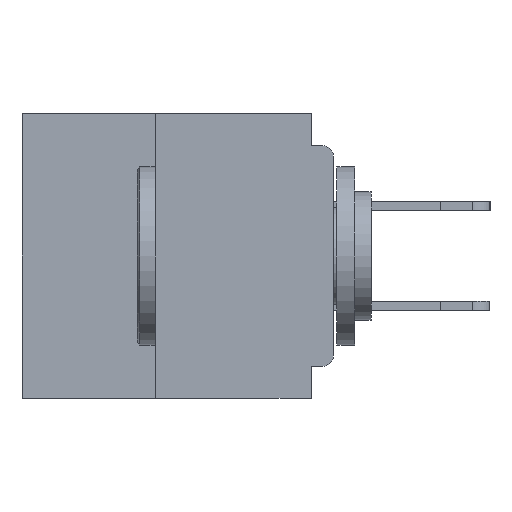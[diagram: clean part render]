
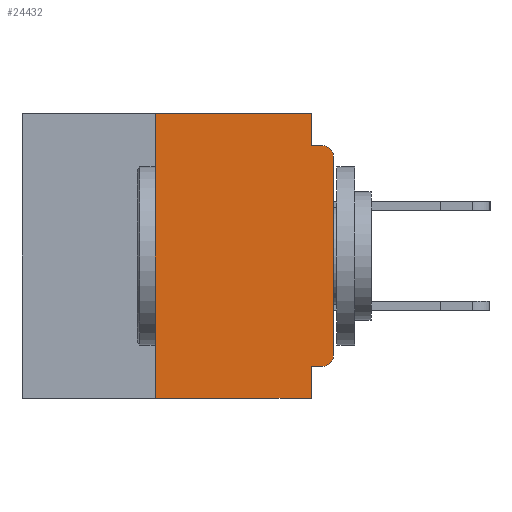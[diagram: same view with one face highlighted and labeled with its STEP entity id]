
A CAD part, left-side view. The second image highlights one B-rep face of the part: STEP entity #24432.
In plain terms, the highlighted planar face has unit normal (-1, 0, 0).
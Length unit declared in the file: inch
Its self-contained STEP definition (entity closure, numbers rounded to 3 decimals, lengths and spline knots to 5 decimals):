
#39 = AXIS2_PLACEMENT_3D ( 'NONE', #23732, #11906, #32885 ) ;
#217 = EDGE_CURVE ( 'NONE', #37711, #11703, #3447, .T. ) ;
#391 = DIRECTION ( 'NONE',  ( 0., 0., -1. ) ) ;
#476 = ORIENTED_EDGE ( 'NONE', *, *, #14482, .F. ) ;
#957 = DIRECTION ( 'NONE',  ( 0., -1., 0. ) ) ;
#1324 = CARTESIAN_POINT ( 'NONE',  ( 0., 0.015, -0.045 ) ) ;
#1507 = EDGE_CURVE ( 'NONE', #10587, #7753, #22808, .T. ) ;
#2643 = DIRECTION ( 'NONE',  ( 0., -1., 0. ) ) ;
#2850 = ORIENTED_EDGE ( 'NONE', *, *, #23200, .F. ) ;
#2965 = VERTEX_POINT ( 'NONE', #9916 ) ;
#3072 = ORIENTED_EDGE ( 'NONE', *, *, #23277, .F. ) ;
#3447 = LINE ( 'NONE', #18240, #18601 ) ;
#3935 = LINE ( 'NONE', #24847, #34981 ) ;
#3942 = LINE ( 'NONE', #11853, #19990 ) ;
#4965 = VECTOR ( 'NONE', #957, 39.37008 ) ;
#5299 = CARTESIAN_POINT ( 'NONE',  ( 0., 0., -0.045 ) ) ;
#6480 = EDGE_CURVE ( 'NONE', #24781, #10587, #3935, .T. ) ;
#6890 = DIRECTION ( 'NONE',  ( 0., 1., 0. ) ) ;
#6906 = LINE ( 'NONE', #27970, #22002 ) ;
#6990 = ORIENTED_EDGE ( 'NONE', *, *, #217, .F. ) ;
#7753 = VERTEX_POINT ( 'NONE', #1324 ) ;
#8385 = DIRECTION ( 'NONE',  ( 0., -1., 0. ) ) ;
#9589 = FACE_OUTER_BOUND ( 'NONE', #20497, .T. ) ;
#9775 = DIRECTION ( 'NONE',  ( 0., 0., -1. ) ) ;
#9916 = CARTESIAN_POINT ( 'NONE',  ( 0., 0.015, -0.355 ) ) ;
#10177 = VERTEX_POINT ( 'NONE', #24986 ) ;
#10587 = VERTEX_POINT ( 'NONE', #38710 ) ;
#10783 = AXIS2_PLACEMENT_3D ( 'NONE', #36459, #18560, #391 ) ;
#10859 = CARTESIAN_POINT ( 'NONE',  ( 0., 0.031, -0.045 ) ) ;
#11703 = VERTEX_POINT ( 'NONE', #38628 ) ;
#11853 = CARTESIAN_POINT ( 'NONE',  ( 0., 0.031, 0. ) ) ;
#11906 = DIRECTION ( 'NONE',  ( 1., 0., 0. ) ) ;
#12642 = AXIS2_PLACEMENT_3D ( 'NONE', #34386, #17826, #34382 ) ;
#13365 = ORIENTED_EDGE ( 'NONE', *, *, #6480, .T. ) ;
#14067 = LINE ( 'NONE', #22135, #4965 ) ;
#14482 = EDGE_CURVE ( 'NONE', #11703, #22377, #14067, .T. ) ;
#14488 = LINE ( 'NONE', #29855, #35487 ) ;
#14851 = VECTOR ( 'NONE', #9775, 39.37008 ) ;
#14916 = LINE ( 'NONE', #5299, #29922 ) ;
#15228 = ORIENTED_EDGE ( 'NONE', *, *, #29983, .F. ) ;
#15838 = ORIENTED_EDGE ( 'NONE', *, *, #30688, .T. ) ;
#16413 = CARTESIAN_POINT ( 'NONE',  ( 0., 0.031, 0. ) ) ;
#16723 = LINE ( 'NONE', #21840, #14851 ) ;
#17826 = DIRECTION ( 'NONE',  ( -1., 0., 0. ) ) ;
#17868 = CARTESIAN_POINT ( 'NONE',  ( 0., 0., -0.34 ) ) ;
#18240 = CARTESIAN_POINT ( 'NONE',  ( 0., 0.25, -0.4 ) ) ;
#18287 = DIRECTION ( 'NONE',  ( 0., 0., 1. ) ) ;
#18560 = DIRECTION ( 'NONE',  ( -1., 0., 0. ) ) ;
#18601 = VECTOR ( 'NONE', #18287, 39.37008 ) ;
#19480 = VERTEX_POINT ( 'NONE', #10859 ) ;
#19515 = VERTEX_POINT ( 'NONE', #22942 ) ;
#19875 = EDGE_CURVE ( 'NONE', #19515, #10177, #16723, .T. ) ;
#19990 = VECTOR ( 'NONE', #32831, 39.37008 ) ;
#20497 = EDGE_LOOP ( 'NONE', ( #13365, #29995, #2850, #3072, #476, #6990, #15838, #24057, #15228, #24045 ) ) ;
#20989 = CIRCLE ( 'NONE', #10783, 0.015 ) ;
#21840 = CARTESIAN_POINT ( 'NONE',  ( 0., 0.031, -0.4 ) ) ;
#22002 = VECTOR ( 'NONE', #6890, 39.37008 ) ;
#22135 = CARTESIAN_POINT ( 'NONE',  ( 0., 0.437, 0. ) ) ;
#22377 = VERTEX_POINT ( 'NONE', #16413 ) ;
#22800 = EDGE_CURVE ( 'NONE', #2965, #24781, #20989, .T. ) ;
#22808 = CIRCLE ( 'NONE', #12642, 0.015 ) ;
#22942 = CARTESIAN_POINT ( 'NONE',  ( 0., 0.031, -0.355 ) ) ;
#23200 = EDGE_CURVE ( 'NONE', #19480, #7753, #14916, .T. ) ;
#23277 = EDGE_CURVE ( 'NONE', #22377, #19480, #3942, .T. ) ;
#23732 = CARTESIAN_POINT ( 'NONE',  ( 0., 0.437, 0. ) ) ;
#24045 = ORIENTED_EDGE ( 'NONE', *, *, #22800, .T. ) ;
#24057 = ORIENTED_EDGE ( 'NONE', *, *, #19875, .F. ) ;
#24432 = ADVANCED_FACE ( 'NONE', ( #9589 ), #29902, .F. ) ;
#24663 = DIRECTION ( 'NONE',  ( 0., 0., 1. ) ) ;
#24781 = VERTEX_POINT ( 'NONE', #17868 ) ;
#24847 = CARTESIAN_POINT ( 'NONE',  ( 0., 0., 0. ) ) ;
#24986 = CARTESIAN_POINT ( 'NONE',  ( 0., 0.031, -0.4 ) ) ;
#26424 = CARTESIAN_POINT ( 'NONE',  ( 0., 0.25, -0.4 ) ) ;
#27970 = CARTESIAN_POINT ( 'NONE',  ( 0., 0., -0.355 ) ) ;
#29855 = CARTESIAN_POINT ( 'NONE',  ( 0., 0.437, -0.4 ) ) ;
#29902 = PLANE ( 'NONE',  #39 ) ;
#29922 = VECTOR ( 'NONE', #8385, 39.37008 ) ;
#29983 = EDGE_CURVE ( 'NONE', #2965, #19515, #6906, .T. ) ;
#29995 = ORIENTED_EDGE ( 'NONE', *, *, #1507, .T. ) ;
#30688 = EDGE_CURVE ( 'NONE', #37711, #10177, #14488, .T. ) ;
#32831 = DIRECTION ( 'NONE',  ( 0., 0., -1. ) ) ;
#32885 = DIRECTION ( 'NONE',  ( 0., 0., -1. ) ) ;
#34382 = DIRECTION ( 'NONE',  ( 0., 0., -1. ) ) ;
#34386 = CARTESIAN_POINT ( 'NONE',  ( 0., 0.015, -0.06 ) ) ;
#34981 = VECTOR ( 'NONE', #24663, 39.37008 ) ;
#35487 = VECTOR ( 'NONE', #2643, 39.37008 ) ;
#36459 = CARTESIAN_POINT ( 'NONE',  ( 0., 0.015, -0.34 ) ) ;
#37711 = VERTEX_POINT ( 'NONE', #26424 ) ;
#38628 = CARTESIAN_POINT ( 'NONE',  ( 0., 0.25, 0. ) ) ;
#38710 = CARTESIAN_POINT ( 'NONE',  ( 0., 0., -0.06 ) ) ;
